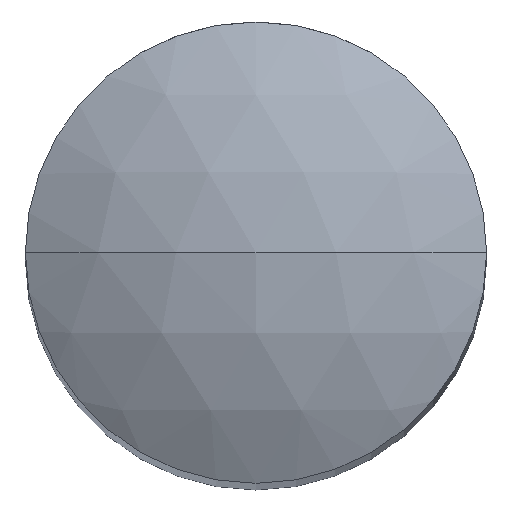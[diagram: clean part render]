
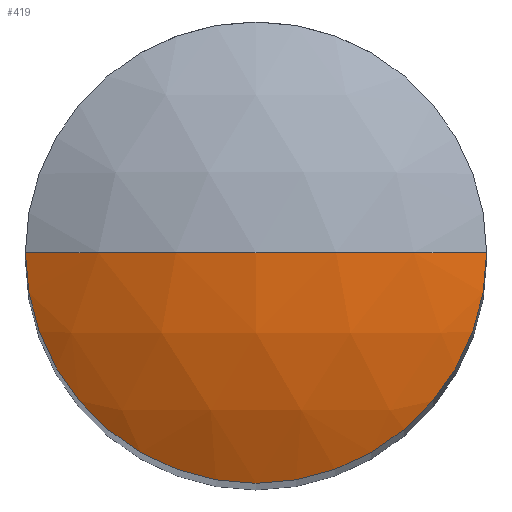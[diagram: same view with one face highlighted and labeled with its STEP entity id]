
A CAD part, top view. The second image highlights one B-rep face of the part: STEP entity #419.
In plain terms, the highlighted spherical face has radius 8 mm.
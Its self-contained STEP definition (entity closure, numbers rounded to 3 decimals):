
#3 = EDGE_LOOP ( 'NONE', ( #609, #667, #215 ) ) ;
#50 = DIRECTION ( 'NONE',  ( 0., 0., -1. ) ) ;
#60 = CARTESIAN_POINT ( 'NONE',  ( 0., 0., 27. ) ) ;
#73 = EDGE_CURVE ( 'NONE', #550, #288, #859, .T. ) ;
#90 = EDGE_CURVE ( 'NONE', #530, #550, #453, .T. ) ;
#101 = DIRECTION ( 'NONE',  ( 1., 0., 0. ) ) ;
#102 = EDGE_CURVE ( 'NONE', #530, #288, #608, .T. ) ;
#141 = DIRECTION ( 'NONE',  ( 1., 0., 0. ) ) ;
#153 = SPHERICAL_SURFACE ( 'NONE', #713, 8. ) ;
#173 = CARTESIAN_POINT ( 'NONE',  ( -4., 0., 33.928 ) ) ;
#215 = ORIENTED_EDGE ( 'NONE', *, *, #73, .F. ) ;
#283 = DIRECTION ( 'NONE',  ( -1., 0., 0. ) ) ;
#288 = VERTEX_POINT ( 'NONE', #173 ) ;
#341 = FACE_OUTER_BOUND ( 'NONE', #3, .T. ) ;
#379 = CARTESIAN_POINT ( 'NONE',  ( 4., 0., 33.928 ) ) ;
#392 = CARTESIAN_POINT ( 'NONE',  ( 0., 0., 27. ) ) ;
#396 = DIRECTION ( 'NONE',  ( 0., 1., 0. ) ) ;
#404 = DIRECTION ( 'NONE',  ( 0., 0., 1. ) ) ;
#419 = ADVANCED_FACE ( 'NONE', ( #341 ), #153, .T. ) ;
#453 = CIRCLE ( 'NONE', #545, 8. ) ;
#530 = VERTEX_POINT ( 'NONE', #852 ) ;
#545 = AXIS2_PLACEMENT_3D ( 'NONE', #392, #396, #404 ) ;
#550 = VERTEX_POINT ( 'NONE', #379 ) ;
#559 = CARTESIAN_POINT ( 'NONE',  ( 0., 0., 27. ) ) ;
#608 = CIRCLE ( 'NONE', #831, 8. ) ;
#609 = ORIENTED_EDGE ( 'NONE', *, *, #90, .F. ) ;
#667 = ORIENTED_EDGE ( 'NONE', *, *, #102, .T. ) ;
#712 = DIRECTION ( 'NONE',  ( 0., -1., 0. ) ) ;
#713 = AXIS2_PLACEMENT_3D ( 'NONE', #559, #733, #141 ) ;
#715 = AXIS2_PLACEMENT_3D ( 'NONE', #764, #50, #283 ) ;
#733 = DIRECTION ( 'NONE',  ( 0., -1., 0. ) ) ;
#764 = CARTESIAN_POINT ( 'NONE',  ( 0., 0., 33.928 ) ) ;
#831 = AXIS2_PLACEMENT_3D ( 'NONE', #60, #712, #101 ) ;
#852 = CARTESIAN_POINT ( 'NONE',  ( 0., 0., 35. ) ) ;
#859 = CIRCLE ( 'NONE', #715, 4. ) ;
